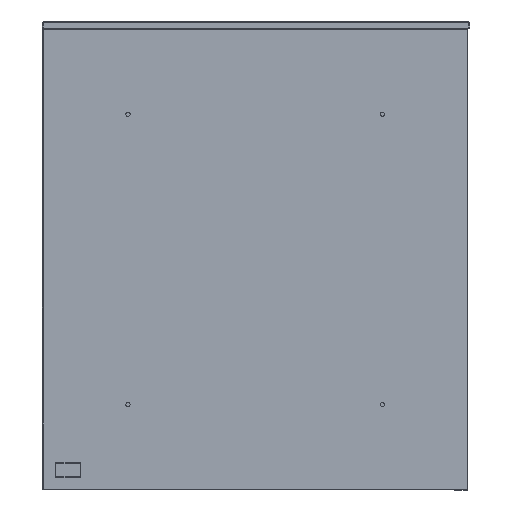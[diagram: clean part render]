
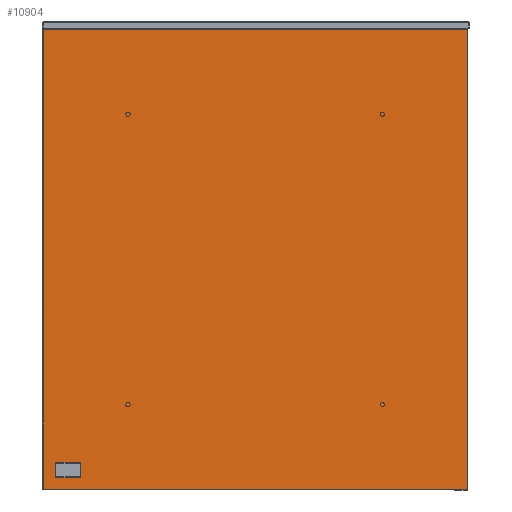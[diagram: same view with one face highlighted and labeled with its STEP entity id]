
A CAD part, left-side view. The second image highlights one B-rep face of the part: STEP entity #10904.
In plain terms, the highlighted planar face has unit normal (-1, 0, 0).
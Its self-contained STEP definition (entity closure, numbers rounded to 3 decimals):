
#10543=CARTESIAN_POINT('',(-3823.565,5493.44,-59.131));
#10544=VERTEX_POINT('',#10543);
#10545=CARTESIAN_POINT('',(-3823.565,5493.44,-596.869));
#10546=VERTEX_POINT('',#10545);
#10547=CARTESIAN_POINT('',(-3823.565,5493.44,-59.131));
#10548=DIRECTION('',(0.0,0.0,-1.0));
#10549=VECTOR('',#10548,537.737);
#10550=LINE('',#10547,#10549);
#10551=EDGE_CURVE('',#10544,#10546,#10550,.T.);
#10583=CARTESIAN_POINT('',(-3823.565,5493.771,-597.2));
#10584=VERTEX_POINT('',#10583);
#10585=CARTESIAN_POINT('',(-3823.565,5493.44,-596.869));
#10586=DIRECTION('',(0.0,0.707,-0.707));
#10587=VECTOR('',#10586,0.469);
#10588=LINE('',#10585,#10587);
#10589=EDGE_CURVE('',#10546,#10584,#10588,.T.);
#10614=CARTESIAN_POINT('',(-3823.565,5989.508,-597.2));
#10615=VERTEX_POINT('',#10614);
#10616=CARTESIAN_POINT('',(-3823.565,5493.771,-597.2));
#10617=DIRECTION('',(0.0,1.0,0.0));
#10618=VECTOR('',#10617,495.737);
#10619=LINE('',#10616,#10618);
#10620=EDGE_CURVE('',#10584,#10615,#10619,.T.);
#10654=CARTESIAN_POINT('',(-3823.565,5989.84,-596.869));
#10655=VERTEX_POINT('',#10654);
#10656=CARTESIAN_POINT('',(-3823.565,5989.508,-597.2));
#10657=DIRECTION('',(0.0,0.707,0.707));
#10658=VECTOR('',#10657,0.469);
#10659=LINE('',#10656,#10658);
#10660=EDGE_CURVE('',#10615,#10655,#10659,.T.);
#10685=CARTESIAN_POINT('',(-3823.565,5989.84,-59.131));
#10686=VERTEX_POINT('',#10685);
#10687=CARTESIAN_POINT('',(-3823.565,5989.84,-596.869));
#10688=DIRECTION('',(0.0,0.0,1.0));
#10689=VECTOR('',#10688,537.737);
#10690=LINE('',#10687,#10689);
#10691=EDGE_CURVE('',#10655,#10686,#10690,.T.);
#10716=CARTESIAN_POINT('',(-3823.565,5989.508,-58.8));
#10717=VERTEX_POINT('',#10716);
#10718=CARTESIAN_POINT('',(-3823.565,5989.84,-59.131));
#10719=DIRECTION('',(0.0,-0.707,0.707));
#10720=VECTOR('',#10719,0.469);
#10721=LINE('',#10718,#10720);
#10722=EDGE_CURVE('',#10686,#10717,#10721,.T.);
#10747=CARTESIAN_POINT('',(-3823.565,5493.771,-58.8));
#10748=VERTEX_POINT('',#10747);
#10749=CARTESIAN_POINT('',(-3823.565,5989.508,-58.8));
#10750=DIRECTION('',(0.0,-1.0,0.0));
#10751=VECTOR('',#10750,495.737);
#10752=LINE('',#10749,#10751);
#10753=EDGE_CURVE('',#10717,#10748,#10752,.T.);
#10776=CARTESIAN_POINT('',(-3823.565,5493.771,-58.8));
#10777=DIRECTION('',(0.0,-0.707,-0.707));
#10778=VECTOR('',#10777,0.469);
#10779=LINE('',#10776,#10778);
#10780=EDGE_CURVE('',#10748,#10544,#10779,.T.);
#10889=CARTESIAN_POINT('',(-3823.565,5741.64,-597.201));
#10890=DIRECTION('',(-1.0,0.0,0.0));
#10891=DIRECTION('',(0.0,0.0,1.0));
#10892=AXIS2_PLACEMENT_3D('',#10889,#10890,#10891);
#10893=PLANE('',#10892);
#10894=ORIENTED_EDGE('',*,*,#10551,.F.);
#10895=ORIENTED_EDGE('',*,*,#10780,.F.);
#10896=ORIENTED_EDGE('',*,*,#10753,.F.);
#10897=ORIENTED_EDGE('',*,*,#10722,.F.);
#10898=ORIENTED_EDGE('',*,*,#10691,.F.);
#10899=ORIENTED_EDGE('',*,*,#10660,.F.);
#10900=ORIENTED_EDGE('',*,*,#10620,.F.);
#10901=ORIENTED_EDGE('',*,*,#10589,.F.);
#10902=EDGE_LOOP('',(#10894,#10895,#10896,#10897,#10898,#10899,#10900,#10901));
#10903=FACE_OUTER_BOUND('',#10902,.T.);
#10904=ADVANCED_FACE('',(#10903),#10893,.T.);
